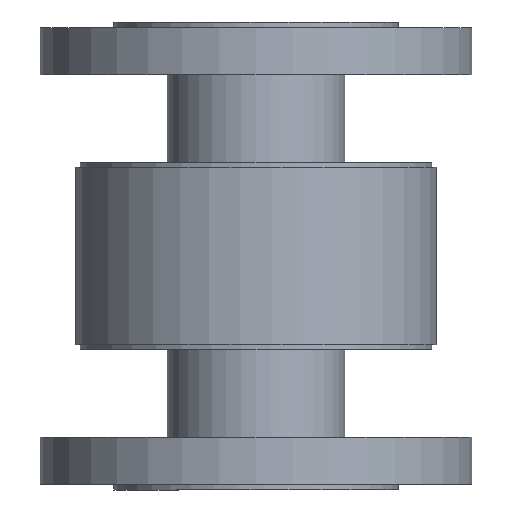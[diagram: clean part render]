
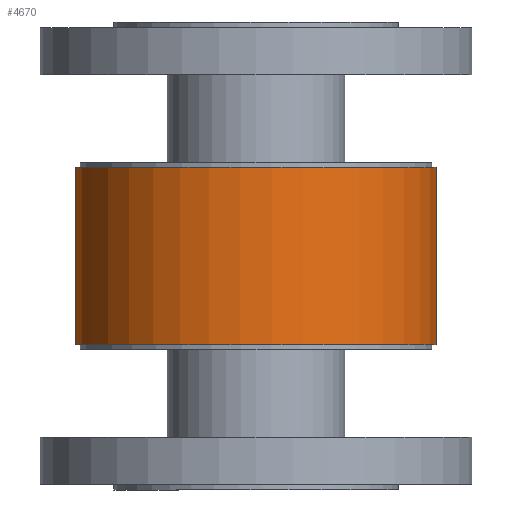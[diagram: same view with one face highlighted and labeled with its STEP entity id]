
A CAD part, front view. The second image highlights one B-rep face of the part: STEP entity #4670.
In plain terms, the highlighted cylindrical face has radius 77.5 mm (diameter 155 mm), a partial arc.
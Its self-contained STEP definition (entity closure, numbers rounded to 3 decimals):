
#464=FACE_OUTER_BOUND('',#801,.T.);
#801=EDGE_LOOP('',(#3179,#3180,#3181,#3182));
#1119=LINE('',#8593,#1358);
#1120=LINE('',#8596,#1359);
#1358=VECTOR('',#5826,10.);
#1359=VECTOR('',#5829,10.);
#1613=CIRCLE('',#5045,77.5);
#1616=CIRCLE('',#5050,77.5);
#1926=VERTEX_POINT('',#8584);
#1927=VERTEX_POINT('',#8585);
#1928=VERTEX_POINT('',#8592);
#1929=VERTEX_POINT('',#8594);
#2390=EDGE_CURVE('',#1927,#1926,#1613,.T.);
#2393=EDGE_CURVE('',#1928,#1927,#1119,.T.);
#2394=EDGE_CURVE('',#1929,#1928,#1616,.T.);
#2395=EDGE_CURVE('',#1926,#1929,#1120,.T.);
#3179=ORIENTED_EDGE('',*,*,#2393,.F.);
#3180=ORIENTED_EDGE('',*,*,#2394,.F.);
#3181=ORIENTED_EDGE('',*,*,#2395,.F.);
#3182=ORIENTED_EDGE('',*,*,#2390,.F.);
#4240=CYLINDRICAL_SURFACE('',#5049,77.5);
#4670=ADVANCED_FACE('',(#464),#4240,.T.);
#5045=AXIS2_PLACEMENT_3D('',#8587,#5816,#5817);
#5049=AXIS2_PLACEMENT_3D('',#8591,#5824,#5825);
#5050=AXIS2_PLACEMENT_3D('',#8595,#5827,#5828);
#5816=DIRECTION('center_axis',(0.,0.,-1.));
#5817=DIRECTION('ref_axis',(-0.582,0.813,0.));
#5824=DIRECTION('center_axis',(0.,0.,1.));
#5825=DIRECTION('ref_axis',(0.,-1.,0.));
#5826=DIRECTION('',(0.,0.,-1.));
#5827=DIRECTION('center_axis',(0.,0.,1.));
#5828=DIRECTION('ref_axis',(-0.582,0.813,0.));
#5829=DIRECTION('',(0.,0.,1.));
#8584=CARTESIAN_POINT('',(-63.099,66.971,-38.));
#8585=CARTESIAN_POINT('',(27.173,66.971,-38.));
#8587=CARTESIAN_POINT('Origin',(-17.963,3.971,-38.));
#8591=CARTESIAN_POINT('Origin',(-17.963,3.971,0.));
#8592=CARTESIAN_POINT('',(27.173,66.971,38.));
#8593=CARTESIAN_POINT('',(27.173,66.971,0.));
#8594=CARTESIAN_POINT('',(-63.099,66.971,38.));
#8595=CARTESIAN_POINT('Origin',(-17.963,3.971,38.));
#8596=CARTESIAN_POINT('',(-63.099,66.971,0.));
